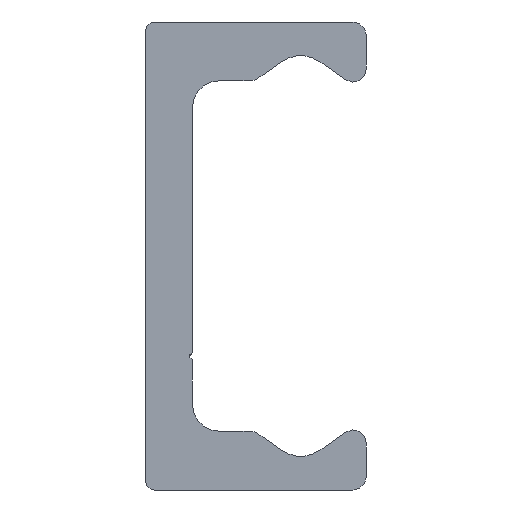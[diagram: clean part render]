
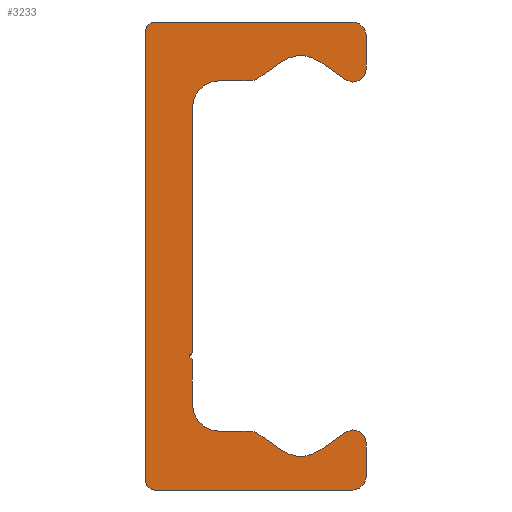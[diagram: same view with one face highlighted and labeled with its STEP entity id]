
A CAD part, left-side view. The second image highlights one B-rep face of the part: STEP entity #3233.
In plain terms, the highlighted planar face has unit normal (-1, 0, 0).
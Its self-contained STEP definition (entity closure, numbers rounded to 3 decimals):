
#2200=CARTESIAN_POINT('',(0.0,4.75,-7.25));
#2201=VERTEX_POINT('',#2200);
#2208=CARTESIAN_POINT('',(0.0,4.75,-7.75));
#2209=VERTEX_POINT('',#2208);
#2210=CARTESIAN_POINT('',(0.0,4.75,-7.5));
#2211=DIRECTION('',(-1.0,0.0,0.0));
#2212=DIRECTION('',(0.0,0.0,1.0));
#2213=AXIS2_PLACEMENT_3D('',#2210,#2211,#2212);
#2214=CIRCLE('',#2213,0.25);
#2215=EDGE_CURVE('',#2201,#2209,#2214,.T.);
#2325=CARTESIAN_POINT('',(0.0,4.75,11.1));
#2326=VERTEX_POINT('',#2325);
#2333=CARTESIAN_POINT('',(0.0,4.75,11.1));
#2334=DIRECTION('',(0.0,0.0,-1.0));
#2335=VECTOR('',#2334,18.35);
#2336=LINE('',#2333,#2335);
#2337=EDGE_CURVE('',#2326,#2201,#2336,.T.);
#2397=CARTESIAN_POINT('',(0.0,7.6,-17.5));
#2398=VERTEX_POINT('',#2397);
#2405=CARTESIAN_POINT('',(0.0,8.25,-16.85));
#2406=VERTEX_POINT('',#2405);
#2407=CARTESIAN_POINT('',(0.0,7.6,-16.85));
#2408=DIRECTION('',(1.0,0.0,0.0));
#2409=DIRECTION('',(0.0,0.0,-1.0));
#2410=AXIS2_PLACEMENT_3D('',#2407,#2408,#2409);
#2411=CIRCLE('',#2410,0.65);
#2412=EDGE_CURVE('',#2398,#2406,#2411,.T.);
#2436=CARTESIAN_POINT('',(0.0,-7.25,-17.5));
#2437=VERTEX_POINT('',#2436);
#2444=CARTESIAN_POINT('',(0.0,-7.25,-17.5));
#2445=DIRECTION('',(0.0,1.0,0.0));
#2446=VECTOR('',#2445,14.85);
#2447=LINE('',#2444,#2446);
#2448=EDGE_CURVE('',#2437,#2398,#2447,.T.);
#2468=CARTESIAN_POINT('',(0.0,-8.25,-16.5));
#2469=VERTEX_POINT('',#2468);
#2476=CARTESIAN_POINT('',(0.0,-7.25,-16.5));
#2477=DIRECTION('',(1.0,0.0,0.0));
#2478=DIRECTION('',(0.0,-1.0,0.0));
#2479=AXIS2_PLACEMENT_3D('',#2476,#2477,#2478);
#2480=CIRCLE('',#2479,1.0);
#2481=EDGE_CURVE('',#2469,#2437,#2480,.T.);
#2500=CARTESIAN_POINT('',(0.0,-8.25,-13.98));
#2501=VERTEX_POINT('',#2500);
#2508=CARTESIAN_POINT('',(0.0,-8.25,-13.98));
#2509=DIRECTION('',(0.0,0.0,-1.0));
#2510=VECTOR('',#2509,2.52);
#2511=LINE('',#2508,#2510);
#2512=EDGE_CURVE('',#2501,#2469,#2511,.T.);
#2532=CARTESIAN_POINT('',(0.0,-6.708,-13.177));
#2533=VERTEX_POINT('',#2532);
#2540=CARTESIAN_POINT('',(0.0,-7.27,-13.98));
#2541=DIRECTION('',(1.0,0.0,0.0));
#2542=DIRECTION('',(0.0,0.574,0.819));
#2543=AXIS2_PLACEMENT_3D('',#2540,#2541,#2542);
#2544=CIRCLE('',#2543,0.98);
#2545=EDGE_CURVE('',#2533,#2501,#2544,.T.);
#2564=CARTESIAN_POINT('',(0.0,-4.784,-14.524));
#2565=VERTEX_POINT('',#2564);
#2572=CARTESIAN_POINT('',(0.0,-4.784,-14.524));
#2573=DIRECTION('',(0.0,-0.819,0.574));
#2574=VECTOR('',#2573,2.349);
#2575=LINE('',#2572,#2574);
#2576=EDGE_CURVE('',#2565,#2533,#2575,.T.);
#2596=CARTESIAN_POINT('',(0.0,-1.916,-14.524));
#2597=VERTEX_POINT('',#2596);
#2604=CARTESIAN_POINT('',(0.0,-3.35,-12.477));
#2605=DIRECTION('',(-1.0,0.0,0.0));
#2606=DIRECTION('',(0.0,0.574,0.819));
#2607=AXIS2_PLACEMENT_3D('',#2604,#2605,#2606);
#2608=CIRCLE('',#2607,2.5);
#2609=EDGE_CURVE('',#2597,#2565,#2608,.T.);
#2628=CARTESIAN_POINT('',(0.0,-0.14,-13.281));
#2629=VERTEX_POINT('',#2628);
#2636=CARTESIAN_POINT('',(0.0,-0.14,-13.281));
#2637=DIRECTION('',(0.0,-0.819,-0.574));
#2638=VECTOR('',#2637,2.168);
#2639=LINE('',#2636,#2638);
#2640=EDGE_CURVE('',#2629,#2597,#2639,.T.);
#2660=CARTESIAN_POINT('',(0.0,0.433,-13.1));
#2661=VERTEX_POINT('',#2660);
#2668=CARTESIAN_POINT('',(0.0,0.433,-14.1));
#2669=DIRECTION('',(1.0,0.0,0.0));
#2670=DIRECTION('',(0.0,0.0,1.0));
#2671=AXIS2_PLACEMENT_3D('',#2668,#2669,#2670);
#2672=CIRCLE('',#2671,1.);
#2673=EDGE_CURVE('',#2661,#2629,#2672,.T.);
#2692=CARTESIAN_POINT('',(0.0,2.75,-13.1));
#2693=VERTEX_POINT('',#2692);
#2700=CARTESIAN_POINT('',(0.0,2.75,-13.1));
#2701=DIRECTION('',(0.0,-1.0,0.0));
#2702=VECTOR('',#2701,2.317);
#2703=LINE('',#2700,#2702);
#2704=EDGE_CURVE('',#2693,#2661,#2703,.T.);
#2724=CARTESIAN_POINT('',(0.0,4.75,-11.1));
#2725=VERTEX_POINT('',#2724);
#2732=CARTESIAN_POINT('',(0.0,2.75,-11.1));
#2733=DIRECTION('',(-1.0,0.0,0.0));
#2734=DIRECTION('',(0.0,0.0,1.0));
#2735=AXIS2_PLACEMENT_3D('',#2732,#2733,#2734);
#2736=CIRCLE('',#2735,2.0);
#2737=EDGE_CURVE('',#2725,#2693,#2736,.T.);
#2755=CARTESIAN_POINT('',(0.0,4.75,-7.75));
#2756=DIRECTION('',(0.0,0.0,-1.0));
#2757=VECTOR('',#2756,3.35);
#2758=LINE('',#2755,#2757);
#2759=EDGE_CURVE('',#2209,#2725,#2758,.T.);
#2779=CARTESIAN_POINT('',(0.0,2.75,13.1));
#2780=VERTEX_POINT('',#2779);
#2787=CARTESIAN_POINT('',(0.0,2.75,11.1));
#2788=DIRECTION('',(-1.0,0.0,0.0));
#2789=DIRECTION('',(0.0,-1.0,0.0));
#2790=AXIS2_PLACEMENT_3D('',#2787,#2788,#2789);
#2791=CIRCLE('',#2790,2.0);
#2792=EDGE_CURVE('',#2780,#2326,#2791,.T.);
#2811=CARTESIAN_POINT('',(0.0,0.433,13.1));
#2812=VERTEX_POINT('',#2811);
#2819=CARTESIAN_POINT('',(0.0,0.433,13.1));
#2820=DIRECTION('',(0.0,1.0,0.0));
#2821=VECTOR('',#2820,2.317);
#2822=LINE('',#2819,#2821);
#2823=EDGE_CURVE('',#2812,#2780,#2822,.T.);
#2843=CARTESIAN_POINT('',(0.0,-0.14,13.281));
#2844=VERTEX_POINT('',#2843);
#2851=CARTESIAN_POINT('',(0.0,0.433,14.1));
#2852=DIRECTION('',(1.0,0.0,0.0));
#2853=DIRECTION('',(0.0,-0.574,-0.819));
#2854=AXIS2_PLACEMENT_3D('',#2851,#2852,#2853);
#2855=CIRCLE('',#2854,1.);
#2856=EDGE_CURVE('',#2844,#2812,#2855,.T.);
#2875=CARTESIAN_POINT('',(0.0,-1.916,14.524));
#2876=VERTEX_POINT('',#2875);
#2883=CARTESIAN_POINT('',(0.0,-1.916,14.524));
#2884=DIRECTION('',(0.0,0.819,-0.574));
#2885=VECTOR('',#2884,2.168);
#2886=LINE('',#2883,#2885);
#2887=EDGE_CURVE('',#2876,#2844,#2886,.T.);
#2907=CARTESIAN_POINT('',(0.0,-4.784,14.524));
#2908=VERTEX_POINT('',#2907);
#2915=CARTESIAN_POINT('',(0.0,-3.35,12.477));
#2916=DIRECTION('',(-1.0,0.0,0.0));
#2917=DIRECTION('',(0.0,-0.574,-0.819));
#2918=AXIS2_PLACEMENT_3D('',#2915,#2916,#2917);
#2919=CIRCLE('',#2918,2.5);
#2920=EDGE_CURVE('',#2908,#2876,#2919,.T.);
#2939=CARTESIAN_POINT('',(0.0,-6.708,13.177));
#2940=VERTEX_POINT('',#2939);
#2947=CARTESIAN_POINT('',(0.0,-6.708,13.177));
#2948=DIRECTION('',(0.0,0.819,0.574));
#2949=VECTOR('',#2948,2.349);
#2950=LINE('',#2947,#2949);
#2951=EDGE_CURVE('',#2940,#2908,#2950,.T.);
#2971=CARTESIAN_POINT('',(0.0,-8.25,13.98));
#2972=VERTEX_POINT('',#2971);
#2979=CARTESIAN_POINT('',(0.0,-7.27,13.98));
#2980=DIRECTION('',(1.0,0.0,0.0));
#2981=DIRECTION('',(0.0,-1.0,0.0));
#2982=AXIS2_PLACEMENT_3D('',#2979,#2980,#2981);
#2983=CIRCLE('',#2982,0.98);
#2984=EDGE_CURVE('',#2972,#2940,#2983,.T.);
#3003=CARTESIAN_POINT('',(0.0,-8.25,16.5));
#3004=VERTEX_POINT('',#3003);
#3011=CARTESIAN_POINT('',(0.0,-8.25,16.5));
#3012=DIRECTION('',(0.0,0.0,-1.0));
#3013=VECTOR('',#3012,2.52);
#3014=LINE('',#3011,#3013);
#3015=EDGE_CURVE('',#3004,#2972,#3014,.T.);
#3035=CARTESIAN_POINT('',(0.0,-7.25,17.5));
#3036=VERTEX_POINT('',#3035);
#3043=CARTESIAN_POINT('',(0.0,-7.25,16.5));
#3044=DIRECTION('',(1.0,0.0,0.0));
#3045=DIRECTION('',(0.0,0.0,1.0));
#3046=AXIS2_PLACEMENT_3D('',#3043,#3044,#3045);
#3047=CIRCLE('',#3046,1.0);
#3048=EDGE_CURVE('',#3036,#3004,#3047,.T.);
#3067=CARTESIAN_POINT('',(0.0,7.6,17.5));
#3068=VERTEX_POINT('',#3067);
#3075=CARTESIAN_POINT('',(0.0,7.6,17.5));
#3076=DIRECTION('',(0.0,-1.0,0.0));
#3077=VECTOR('',#3076,14.85);
#3078=LINE('',#3075,#3077);
#3079=EDGE_CURVE('',#3068,#3036,#3078,.T.);
#3099=CARTESIAN_POINT('',(0.0,8.25,16.85));
#3100=VERTEX_POINT('',#3099);
#3107=CARTESIAN_POINT('',(0.0,7.6,16.85));
#3108=DIRECTION('',(1.0,0.0,0.0));
#3109=DIRECTION('',(0.0,1.0,0.0));
#3110=AXIS2_PLACEMENT_3D('',#3107,#3108,#3109);
#3111=CIRCLE('',#3110,0.65);
#3112=EDGE_CURVE('',#3100,#3068,#3111,.T.);
#3130=CARTESIAN_POINT('',(0.0,8.25,-16.85));
#3131=DIRECTION('',(0.0,0.0,1.0));
#3132=VECTOR('',#3131,33.7);
#3133=LINE('',#3130,#3132);
#3134=EDGE_CURVE('',#2406,#3100,#3133,.T.);
#3200=CARTESIAN_POINT('',(0.0,2.258,-0.017));
#3201=DIRECTION('',(1.0,0.0,0.0));
#3202=DIRECTION('',(0.0,0.0,-1.0));
#3203=AXIS2_PLACEMENT_3D('',#3200,#3201,#3202);
#3204=PLANE('',#3203);
#3205=ORIENTED_EDGE('',*,*,#3134,.F.);
#3206=ORIENTED_EDGE('',*,*,#2412,.F.);
#3207=ORIENTED_EDGE('',*,*,#2448,.F.);
#3208=ORIENTED_EDGE('',*,*,#2481,.F.);
#3209=ORIENTED_EDGE('',*,*,#2512,.F.);
#3210=ORIENTED_EDGE('',*,*,#2545,.F.);
#3211=ORIENTED_EDGE('',*,*,#2576,.F.);
#3212=ORIENTED_EDGE('',*,*,#2609,.F.);
#3213=ORIENTED_EDGE('',*,*,#2640,.F.);
#3214=ORIENTED_EDGE('',*,*,#2673,.F.);
#3215=ORIENTED_EDGE('',*,*,#2704,.F.);
#3216=ORIENTED_EDGE('',*,*,#2737,.F.);
#3217=ORIENTED_EDGE('',*,*,#2759,.F.);
#3218=ORIENTED_EDGE('',*,*,#2215,.F.);
#3219=ORIENTED_EDGE('',*,*,#2337,.F.);
#3220=ORIENTED_EDGE('',*,*,#2792,.F.);
#3221=ORIENTED_EDGE('',*,*,#2823,.F.);
#3222=ORIENTED_EDGE('',*,*,#2856,.F.);
#3223=ORIENTED_EDGE('',*,*,#2887,.F.);
#3224=ORIENTED_EDGE('',*,*,#2920,.F.);
#3225=ORIENTED_EDGE('',*,*,#2951,.F.);
#3226=ORIENTED_EDGE('',*,*,#2984,.F.);
#3227=ORIENTED_EDGE('',*,*,#3015,.F.);
#3228=ORIENTED_EDGE('',*,*,#3048,.F.);
#3229=ORIENTED_EDGE('',*,*,#3079,.F.);
#3230=ORIENTED_EDGE('',*,*,#3112,.F.);
#3231=EDGE_LOOP('',(#3205,#3206,#3207,#3208,#3209,#3210,#3211,#3212,#3213,#3214,#3215,#3216,#3217,#3218,#3219,#3220,#3221,#3222,#3223,#3224,#3225,#3226,#3227,#3228,#3229,#3230));
#3232=FACE_OUTER_BOUND('',#3231,.T.);
#3233=ADVANCED_FACE('',(#3232),#3204,.F.);
